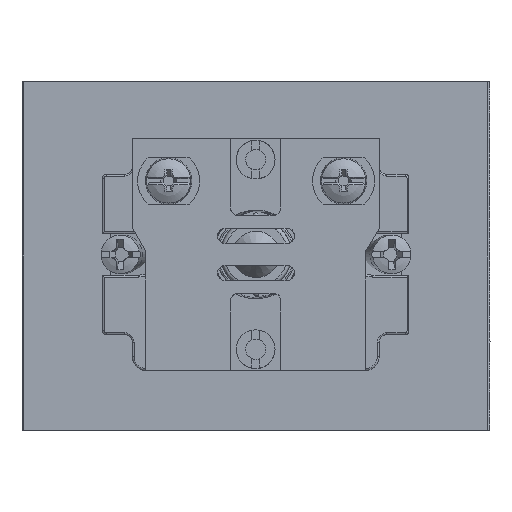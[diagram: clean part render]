
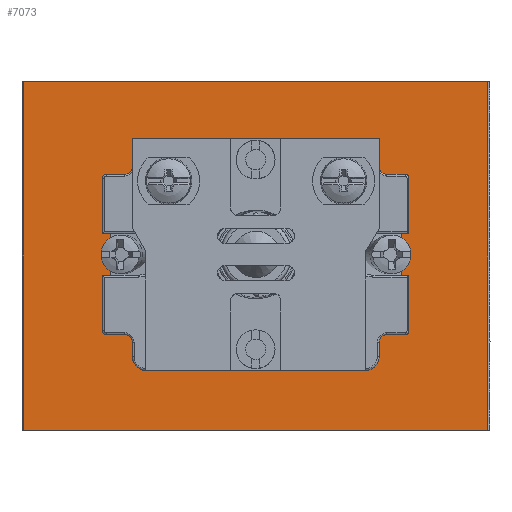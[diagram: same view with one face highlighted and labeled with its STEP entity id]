
A CAD part, left-side view. The second image highlights one B-rep face of the part: STEP entity #7073.
In plain terms, the highlighted face is planar.
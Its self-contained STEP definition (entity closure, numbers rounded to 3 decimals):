
#6978=CARTESIAN_POINT('',(-12.704,-32.725,11.25));
#6979=VERTEX_POINT('',#6978);
#6980=CARTESIAN_POINT('',(-12.704,-32.725,22.5));
#6981=DIRECTION('',(-1.0,0.0,0.0));
#6982=DIRECTION('',(0.0,0.0,1.0));
#6983=AXIS2_PLACEMENT_3D('',#6980,#6981,#6982);
#6984=CIRCLE('',#6983,11.25);
#6985=EDGE_CURVE('',#6979,#6979,#6984,.T.);
#7003=CARTESIAN_POINT('',(-12.704,-2.725,45.0));
#7004=VERTEX_POINT('',#7003);
#7013=CARTESIAN_POINT('',(-12.704,-2.725,0.0));
#7014=VERTEX_POINT('',#7013);
#7015=CARTESIAN_POINT('',(-12.704,-2.725,0.0));
#7016=DIRECTION('',(0.0,0.0,1.0));
#7017=VECTOR('',#7016,45.0);
#7018=LINE('',#7015,#7017);
#7019=EDGE_CURVE('',#7014,#7004,#7018,.T.);
#7040=CARTESIAN_POINT('',(-12.704,-2.725,0.0));
#7041=DIRECTION('',(1.0,0.0,0.0));
#7042=DIRECTION('',(0.0,0.0,-1.0));
#7043=AXIS2_PLACEMENT_3D('',#7040,#7041,#7042);
#7044=PLANE('',#7043);
#7045=CARTESIAN_POINT('',(-12.704,-62.725,45.0));
#7046=VERTEX_POINT('',#7045);
#7047=CARTESIAN_POINT('',(-12.704,-2.725,45.0));
#7048=DIRECTION('',(0.0,-1.0,0.0));
#7049=VECTOR('',#7048,60.0);
#7050=LINE('',#7047,#7049);
#7051=EDGE_CURVE('',#7004,#7046,#7050,.T.);
#7052=ORIENTED_EDGE('',*,*,#7051,.T.);
#7053=CARTESIAN_POINT('',(-12.704,-62.725,0.0));
#7054=VERTEX_POINT('',#7053);
#7055=CARTESIAN_POINT('',(-12.704,-62.725,0.0));
#7056=DIRECTION('',(0.0,0.0,1.0));
#7057=VECTOR('',#7056,45.0);
#7058=LINE('',#7055,#7057);
#7059=EDGE_CURVE('',#7054,#7046,#7058,.T.);
#7060=ORIENTED_EDGE('',*,*,#7059,.F.);
#7061=CARTESIAN_POINT('',(-12.704,-62.725,0.0));
#7062=DIRECTION('',(0.0,1.0,0.0));
#7063=VECTOR('',#7062,60.0);
#7064=LINE('',#7061,#7063);
#7065=EDGE_CURVE('',#7054,#7014,#7064,.T.);
#7066=ORIENTED_EDGE('',*,*,#7065,.T.);
#7067=ORIENTED_EDGE('',*,*,#7019,.T.);
#7068=EDGE_LOOP('',(#7052,#7060,#7066,#7067));
#7069=FACE_OUTER_BOUND('',#7068,.T.);
#7070=ORIENTED_EDGE('',*,*,#6985,.T.);
#7071=EDGE_LOOP('',(#7070));
#7072=FACE_BOUND('',#7071,.T.);
#7073=ADVANCED_FACE('',(#7069,#7072),#7044,.T.);
